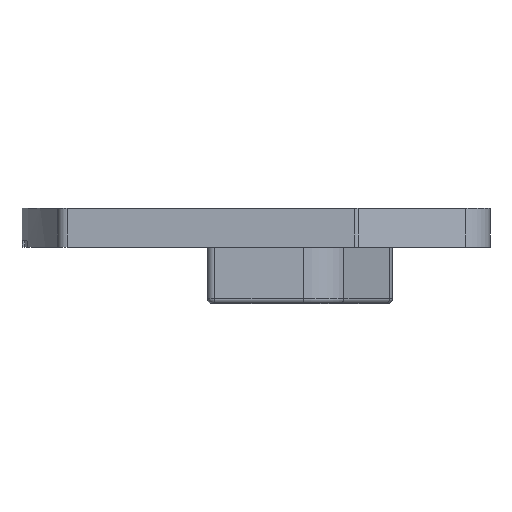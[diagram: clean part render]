
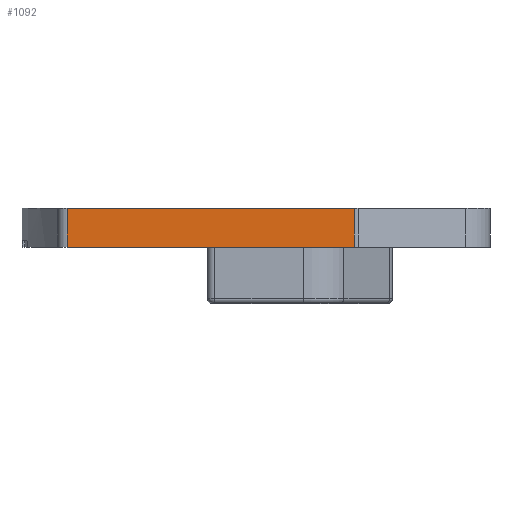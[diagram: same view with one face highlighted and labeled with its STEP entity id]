
A CAD part, left-side view. The second image highlights one B-rep face of the part: STEP entity #1092.
In plain terms, the highlighted planar face has unit normal (-1, 0, 0).
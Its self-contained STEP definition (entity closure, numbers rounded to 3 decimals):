
#17 = CARTESIAN_POINT ( 'NONE',  ( -16.61, -8.01, 2. ) ) ;
#18 = VECTOR ( 'NONE', #861, 1000. ) ;
#54 = EDGE_CURVE ( 'NONE', #327, #526, #1242, .T. ) ;
#116 = CARTESIAN_POINT ( 'NONE',  ( -16.61, 6.784, 2. ) ) ;
#143 = CARTESIAN_POINT ( 'NONE',  ( -16.61, -8.01, 0. ) ) ;
#327 = VERTEX_POINT ( 'NONE', #984 ) ;
#343 = CARTESIAN_POINT ( 'NONE',  ( -16.61, 6.784, 2. ) ) ;
#391 = LINE ( 'NONE', #734, #489 ) ;
#432 = VECTOR ( 'NONE', #1590, 1000. ) ;
#466 = FACE_OUTER_BOUND ( 'NONE', #1230, .T. ) ;
#489 = VECTOR ( 'NONE', #659, 1000. ) ;
#526 = VERTEX_POINT ( 'NONE', #143 ) ;
#601 = VERTEX_POINT ( 'NONE', #753 ) ;
#650 = VERTEX_POINT ( 'NONE', #17 ) ;
#659 = DIRECTION ( 'NONE',  ( 0., 0., -1. ) ) ;
#734 = CARTESIAN_POINT ( 'NONE',  ( -16.61, -8.01, 2. ) ) ;
#753 = CARTESIAN_POINT ( 'NONE',  ( -16.61, 6.784, 2. ) ) ;
#807 = AXIS2_PLACEMENT_3D ( 'NONE', #1880, #1920, #1811 ) ;
#821 = EDGE_CURVE ( 'NONE', #601, #327, #2019, .T. ) ;
#853 = LINE ( 'NONE', #116, #432 ) ;
#861 = DIRECTION ( 'NONE',  ( 0., 0., -1. ) ) ;
#874 = ORIENTED_EDGE ( 'NONE', *, *, #54, .T. ) ;
#984 = CARTESIAN_POINT ( 'NONE',  ( -16.61, 6.784, 0. ) ) ;
#993 = ORIENTED_EDGE ( 'NONE', *, *, #1059, .F. ) ;
#1059 = EDGE_CURVE ( 'NONE', #601, #650, #853, .T. ) ;
#1092 = ADVANCED_FACE ( 'NONE', ( #466 ), #1871, .F. ) ;
#1124 = CARTESIAN_POINT ( 'NONE',  ( -16.61, 6.784, 0. ) ) ;
#1185 = ORIENTED_EDGE ( 'NONE', *, *, #821, .T. ) ;
#1191 = VECTOR ( 'NONE', #2109, 1000. ) ;
#1230 = EDGE_LOOP ( 'NONE', ( #874, #2044, #993, #1185 ) ) ;
#1242 = LINE ( 'NONE', #1124, #1191 ) ;
#1590 = DIRECTION ( 'NONE',  ( 0., -1., 0. ) ) ;
#1811 = DIRECTION ( 'NONE',  ( 0., 1., 0. ) ) ;
#1871 = PLANE ( 'NONE',  #807 ) ;
#1880 = CARTESIAN_POINT ( 'NONE',  ( -16.61, 6.784, 2. ) ) ;
#1920 = DIRECTION ( 'NONE',  ( 1., 0., 0. ) ) ;
#1963 = EDGE_CURVE ( 'NONE', #650, #526, #391, .T. ) ;
#2019 = LINE ( 'NONE', #343, #18 ) ;
#2044 = ORIENTED_EDGE ( 'NONE', *, *, #1963, .F. ) ;
#2109 = DIRECTION ( 'NONE',  ( 0., -1., 0. ) ) ;
